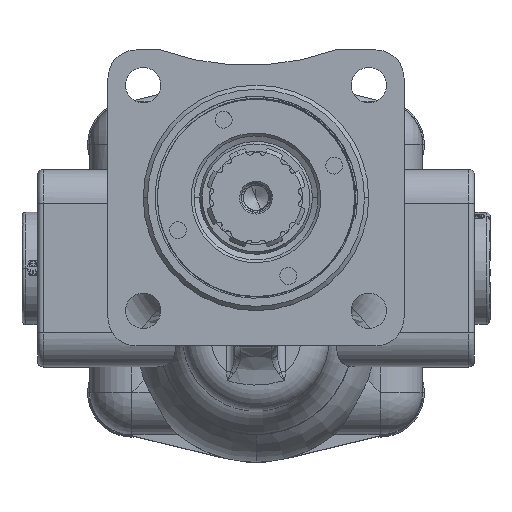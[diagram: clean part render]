
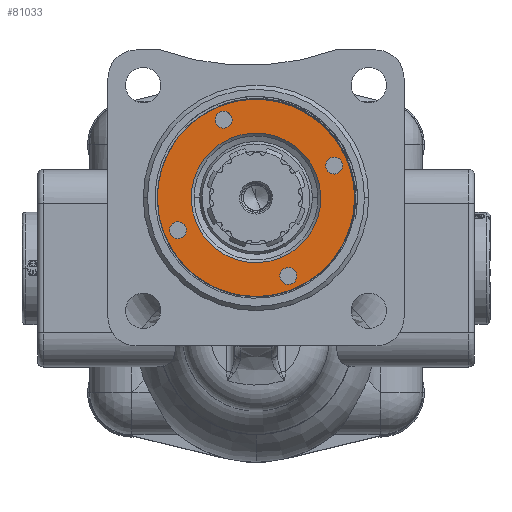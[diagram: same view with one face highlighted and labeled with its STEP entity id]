
A CAD part, top view. The second image highlights one B-rep face of the part: STEP entity #81033.
In plain terms, the highlighted planar face has unit normal (0, 0, 1).
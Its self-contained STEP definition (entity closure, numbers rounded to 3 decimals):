
#229 = AXIS2_PLACEMENT_3D ( 'NONE', #131622, #29724, #139337 ) ;
#751 = ORIENTED_EDGE ( 'NONE', *, *, #103096, .T. ) ;
#1337 = CIRCLE ( 'NONE', #32449, 35. ) ;
#2581 = CARTESIAN_POINT ( 'NONE',  ( -11.455, 27.727, -3.5 ) ) ;
#3240 = EDGE_CURVE ( 'NONE', #129891, #28443, #107822, .T. ) ;
#4665 = EDGE_CURVE ( 'NONE', #28443, #129891, #129550, .T. ) ;
#4940 = CARTESIAN_POINT ( 'NONE',  ( 11.455, -27.727, -3.5 ) ) ;
#5376 = AXIS2_PLACEMENT_3D ( 'NONE', #138735, #58609, #45886 ) ;
#5482 = CARTESIAN_POINT ( 'NONE',  ( 10.31, -24.954, -3.5 ) ) ;
#6153 = VERTEX_POINT ( 'NONE', #56007 ) ;
#7159 = CARTESIAN_POINT ( 'NONE',  ( -11.455, 27.727, -3.5 ) ) ;
#7882 = PLANE ( 'NONE',  #96415 ) ;
#12940 = CIRCLE ( 'NONE', #72676, 3. ) ;
#13502 = DIRECTION ( 'NONE',  ( 0.382, -0.924, 0. ) ) ;
#14100 = DIRECTION ( 'NONE',  ( 0., 0., 1. ) ) ;
#15269 = CARTESIAN_POINT ( 'NONE',  ( 11.455, -27.727, -3.5 ) ) ;
#17336 = CIRCLE ( 'NONE', #5376, 3. ) ;
#19091 = DIRECTION ( 'NONE',  ( 0., 0., 1. ) ) ;
#20055 = CIRCLE ( 'NONE', #103778, 23. ) ;
#21329 = VERTEX_POINT ( 'NONE', #57551 ) ;
#21422 = VERTEX_POINT ( 'NONE', #49296 ) ;
#24223 = DIRECTION ( 'NONE',  ( 0., 0., 1. ) ) ;
#25933 = EDGE_CURVE ( 'NONE', #96829, #108172, #38430, .T. ) ;
#26749 = EDGE_CURVE ( 'NONE', #137531, #21422, #81603, .T. ) ;
#27248 = DIRECTION ( 'NONE',  ( 0., 0., 1. ) ) ;
#28036 = ORIENTED_EDGE ( 'NONE', *, *, #26749, .F. ) ;
#28443 = VERTEX_POINT ( 'NONE', #146448 ) ;
#28588 = DIRECTION ( 'NONE',  ( 0., 0., 1. ) ) ;
#29724 = DIRECTION ( 'NONE',  ( 0., 0., 1. ) ) ;
#32449 = AXIS2_PLACEMENT_3D ( 'NONE', #84111, #24223, #94628 ) ;
#37006 = EDGE_CURVE ( 'NONE', #125690, #21329, #12940, .T. ) ;
#37219 = FACE_BOUND ( 'NONE', #114560, .T. ) ;
#38430 = CIRCLE ( 'NONE', #95838, 3. ) ;
#38587 = AXIS2_PLACEMENT_3D ( 'NONE', #7159, #64091, #132987 ) ;
#39861 = CARTESIAN_POINT ( 'NONE',  ( -10.31, 24.954, -3.5 ) ) ;
#41317 = CARTESIAN_POINT ( 'NONE',  ( 0., 0., -3.5 ) ) ;
#42318 = EDGE_LOOP ( 'NONE', ( #49696, #751 ) ) ;
#43492 = CIRCLE ( 'NONE', #81786, 3. ) ;
#44932 = ORIENTED_EDGE ( 'NONE', *, *, #79167, .F. ) ;
#45886 = DIRECTION ( 'NONE',  ( 0.382, -0.924, 0. ) ) ;
#49296 = CARTESIAN_POINT ( 'NONE',  ( 12.601, -30.499, -3.5 ) ) ;
#49696 = ORIENTED_EDGE ( 'NONE', *, *, #117180, .T. ) ;
#51901 = CARTESIAN_POINT ( 'NONE',  ( 13.365, -32.348, -3.5 ) ) ;
#52855 = ORIENTED_EDGE ( 'NONE', *, *, #3240, .F. ) ;
#53916 = CARTESIAN_POINT ( 'NONE',  ( 28.872, 8.683, -3.5 ) ) ;
#55070 = EDGE_LOOP ( 'NONE', ( #121629, #44932 ) ) ;
#56007 = CARTESIAN_POINT ( 'NONE',  ( -8.783, 21.257, -3.5 ) ) ;
#57551 = CARTESIAN_POINT ( 'NONE',  ( -28.872, -8.683, -3.5 ) ) ;
#58609 = DIRECTION ( 'NONE',  ( 0., 0., 1. ) ) ;
#59058 = CARTESIAN_POINT ( 'NONE',  ( 0., 0., -3.5 ) ) ;
#59951 = CARTESIAN_POINT ( 'NONE',  ( 0., 0., -3.5 ) ) ;
#60512 = AXIS2_PLACEMENT_3D ( 'NONE', #41317, #28588, #74250 ) ;
#62581 = CARTESIAN_POINT ( 'NONE',  ( 27.727, 11.455, -3.5 ) ) ;
#62669 = ORIENTED_EDGE ( 'NONE', *, *, #25933, .F. ) ;
#63895 = EDGE_LOOP ( 'NONE', ( #98672, #28036 ) ) ;
#64091 = DIRECTION ( 'NONE',  ( 0., 0., 1. ) ) ;
#65541 = CARTESIAN_POINT ( 'NONE',  ( -8.783, 21.257, -3.5 ) ) ;
#65709 = DIRECTION ( 'NONE',  ( 0.382, -0.924, 0. ) ) ;
#69956 = DIRECTION ( 'NONE',  ( 0.382, -0.924, 0. ) ) ;
#71664 = EDGE_LOOP ( 'NONE', ( #91522, #74558 ) ) ;
#72676 = AXIS2_PLACEMENT_3D ( 'NONE', #83781, #97961, #65709 ) ;
#74110 = CIRCLE ( 'NONE', #83760, 35. ) ;
#74250 = DIRECTION ( 'NONE',  ( 0.382, -0.924, 0. ) ) ;
#74558 = ORIENTED_EDGE ( 'NONE', *, *, #123960, .F. ) ;
#75487 = VERTEX_POINT ( 'NONE', #81223 ) ;
#79167 = EDGE_CURVE ( 'NONE', #6153, #75487, #127395, .T. ) ;
#81033 = ADVANCED_FACE ( 'NONE', ( #94145, #139837, #37219, #82883, #85110, #97078 ), #7882, .F. ) ;
#81223 = CARTESIAN_POINT ( 'NONE',  ( 8.783, -21.257, -3.5 ) ) ;
#81478 = CARTESIAN_POINT ( 'NONE',  ( -26.581, -14.228, -3.5 ) ) ;
#81603 = CIRCLE ( 'NONE', #134182, 3. ) ;
#81786 = AXIS2_PLACEMENT_3D ( 'NONE', #15269, #27248, #122241 ) ;
#82883 = FACE_BOUND ( 'NONE', #125792, .T. ) ;
#83760 = AXIS2_PLACEMENT_3D ( 'NONE', #59951, #128829, #13502 ) ;
#83781 = CARTESIAN_POINT ( 'NONE',  ( -27.727, -11.455, -3.5 ) ) ;
#84111 = CARTESIAN_POINT ( 'NONE',  ( 0., 0., -3.5 ) ) ;
#85110 = FACE_BOUND ( 'NONE', #55070, .T. ) ;
#89211 = ORIENTED_EDGE ( 'NONE', *, *, #119586, .F. ) ;
#91522 = ORIENTED_EDGE ( 'NONE', *, *, #37006, .F. ) ;
#93602 = CIRCLE ( 'NONE', #229, 3. ) ;
#94145 = FACE_BOUND ( 'NONE', #63895, .T. ) ;
#94628 = DIRECTION ( 'NONE',  ( 0.382, -0.924, 0. ) ) ;
#95562 = DIRECTION ( 'NONE',  ( 0., 0., 1. ) ) ;
#95838 = AXIS2_PLACEMENT_3D ( 'NONE', #62581, #95562, #130022 ) ;
#96415 = AXIS2_PLACEMENT_3D ( 'NONE', #65541, #109031, #132974 ) ;
#96829 = VERTEX_POINT ( 'NONE', #53916 ) ;
#97078 = FACE_OUTER_BOUND ( 'NONE', #42318, .T. ) ;
#97961 = DIRECTION ( 'NONE',  ( 0., 0., 1. ) ) ;
#98672 = ORIENTED_EDGE ( 'NONE', *, *, #140675, .F. ) ;
#103096 = EDGE_CURVE ( 'NONE', #137590, #113871, #1337, .T. ) ;
#103778 = AXIS2_PLACEMENT_3D ( 'NONE', #59058, #14100, #137702 ) ;
#107822 = CIRCLE ( 'NONE', #38587, 3. ) ;
#108172 = VERTEX_POINT ( 'NONE', #141513 ) ;
#109031 = DIRECTION ( 'NONE',  ( 0., 0., -1. ) ) ;
#113871 = VERTEX_POINT ( 'NONE', #126315 ) ;
#114560 = EDGE_LOOP ( 'NONE', ( #52855, #133225 ) ) ;
#115099 = AXIS2_PLACEMENT_3D ( 'NONE', #2581, #115683, #69956 ) ;
#115683 = DIRECTION ( 'NONE',  ( 0., 0., 1. ) ) ;
#117180 = EDGE_CURVE ( 'NONE', #113871, #137590, #74110, .T. ) ;
#119586 = EDGE_CURVE ( 'NONE', #108172, #96829, #93602, .T. ) ;
#120260 = DIRECTION ( 'NONE',  ( 0.382, -0.924, 0. ) ) ;
#121629 = ORIENTED_EDGE ( 'NONE', *, *, #145924, .F. ) ;
#122241 = DIRECTION ( 'NONE',  ( 0.382, -0.924, 0. ) ) ;
#123960 = EDGE_CURVE ( 'NONE', #21329, #125690, #17336, .T. ) ;
#125690 = VERTEX_POINT ( 'NONE', #81478 ) ;
#125792 = EDGE_LOOP ( 'NONE', ( #62669, #89211 ) ) ;
#126315 = CARTESIAN_POINT ( 'NONE',  ( -13.365, 32.348, -3.5 ) ) ;
#127395 = CIRCLE ( 'NONE', #60512, 23. ) ;
#128829 = DIRECTION ( 'NONE',  ( 0., 0., 1. ) ) ;
#129550 = CIRCLE ( 'NONE', #115099, 3. ) ;
#129891 = VERTEX_POINT ( 'NONE', #39861 ) ;
#130022 = DIRECTION ( 'NONE',  ( 0.382, -0.924, 0. ) ) ;
#131622 = CARTESIAN_POINT ( 'NONE',  ( 27.727, 11.455, -3.5 ) ) ;
#132974 = DIRECTION ( 'NONE',  ( -0.382, 0.924, 0. ) ) ;
#132987 = DIRECTION ( 'NONE',  ( 0.382, -0.924, 0. ) ) ;
#133225 = ORIENTED_EDGE ( 'NONE', *, *, #4665, .F. ) ;
#134182 = AXIS2_PLACEMENT_3D ( 'NONE', #4940, #19091, #120260 ) ;
#137531 = VERTEX_POINT ( 'NONE', #5482 ) ;
#137590 = VERTEX_POINT ( 'NONE', #51901 ) ;
#137702 = DIRECTION ( 'NONE',  ( 0.382, -0.924, 0. ) ) ;
#138735 = CARTESIAN_POINT ( 'NONE',  ( -27.727, -11.455, -3.5 ) ) ;
#139337 = DIRECTION ( 'NONE',  ( 0.382, -0.924, 0. ) ) ;
#139837 = FACE_BOUND ( 'NONE', #71664, .T. ) ;
#140675 = EDGE_CURVE ( 'NONE', #21422, #137531, #43492, .T. ) ;
#141513 = CARTESIAN_POINT ( 'NONE',  ( 26.581, 14.228, -3.5 ) ) ;
#145924 = EDGE_CURVE ( 'NONE', #75487, #6153, #20055, .T. ) ;
#146448 = CARTESIAN_POINT ( 'NONE',  ( -12.601, 30.499, -3.5 ) ) ;
